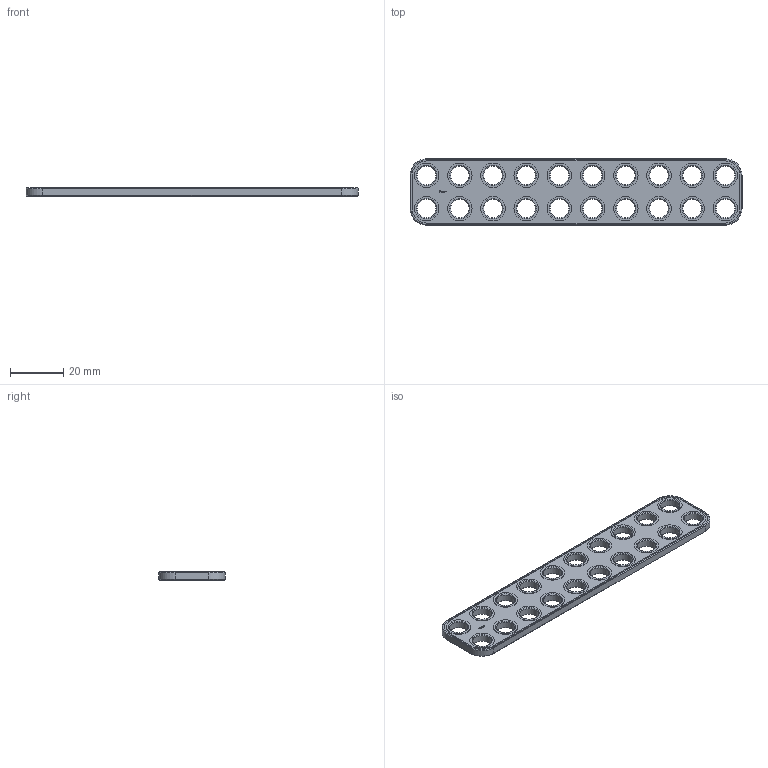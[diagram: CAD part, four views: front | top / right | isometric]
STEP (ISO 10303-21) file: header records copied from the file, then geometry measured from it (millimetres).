
FILE_DESCRIPTION(('FreeCAD Model'),'2;1');
FILE_NAME('Open CASCADE Shape Model','2024-10-08T02:29:09',(''),(''), 'Open CASCADE STEP processor 7.7','FreeCAD','Unknown');
FILE_SCHEMA(('AUTOMOTIVE_DESIGN { 1 0 10303 214 1 1 1 1 }'));
Length unit declared in the file: millimetre
Products named in the file (1): Plate RCT CRNR BU10x02x00.25 - SPN-PLT-0113 (stemfie.org)
Bounding box: 125 x 25 x 3.12 mm (x, y, z)
Volume: 6882.3 mm3; surface area: 6843.6 mm2
Topology: 1 solids, 1 shells, 581 faces, 1528 edges, 1000 vertices
Faces by surface type: plane 355, extrusion 130, cylinder 48, cone 48
Full cylindrical faces by diameter (mm): 7 x20, 9.2 x20
Entity records: 18229 total; most frequent: CARTESIAN_POINT 4159, ORIENTED_EDGE 3056, DIRECTION 2446, EDGE_CURVE 1528, VECTOR 1254, LINE 1124, VERTEX_POINT 1000, FACE_BOUND 672
